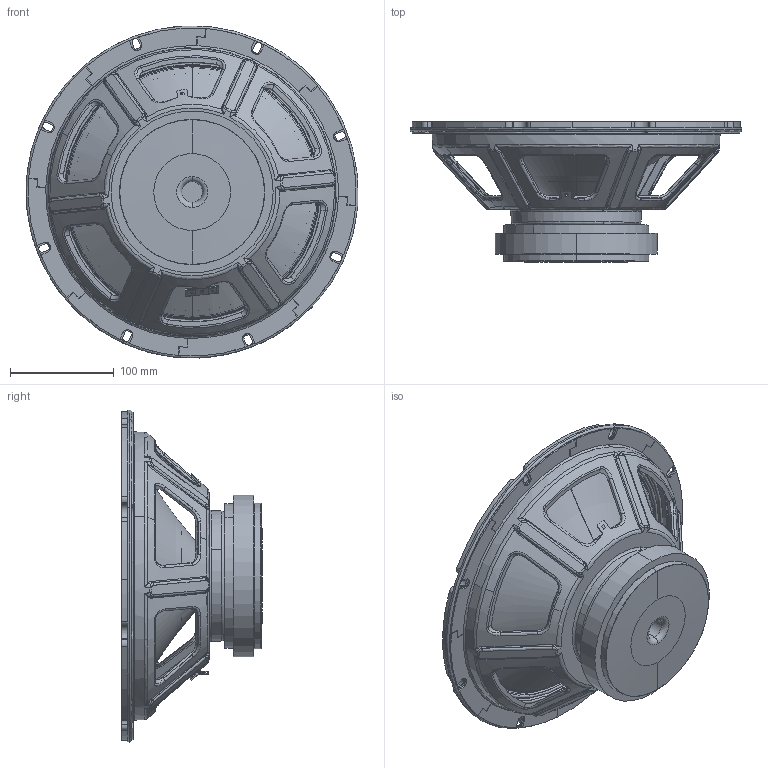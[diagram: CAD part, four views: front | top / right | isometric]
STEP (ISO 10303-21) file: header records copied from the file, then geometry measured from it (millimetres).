
FILE_DESCRIPTION (( 'STEP AP214' ), '1' );
FILE_NAME ('233.STEP', '2023-04-21T07:28:16', ( '' ), ( '' ), 'SwSTEP 2.0', 'SolidWorks 2020', '' );
FILE_SCHEMA (( 'AUTOMOTIVE_DESIGN' ));
Length unit declared in the file: millimetre
Products named in the file (1): 233
Bounding box: 319.39 x 135.4 x 319.71 mm (x, y, z)
Volume: 873288.8 mm3; surface area: 606699 mm2
Topology: 24 solids, 24 shells, 1164 faces, 2956 edges, 1800 vertices
Faces by surface type: bspline 416, cylinder 322, plane 271, cone 115, torus 36, sphere 4
Entity records: 71076 total; most frequent: CARTESIAN_POINT 33502, ORIENTED_EDGE 5816, DIRECTION 4151, EDGE_CURVE 2908, VERTEX_POINT 1800, AXIS2_PLACEMENT_3D 1624, EDGE_LOOP 1320, UNCERTAINTY_MEASURE_WITH_UNIT 1190
